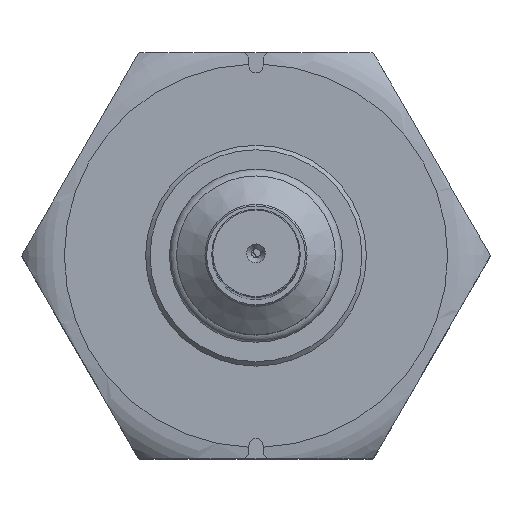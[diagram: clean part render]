
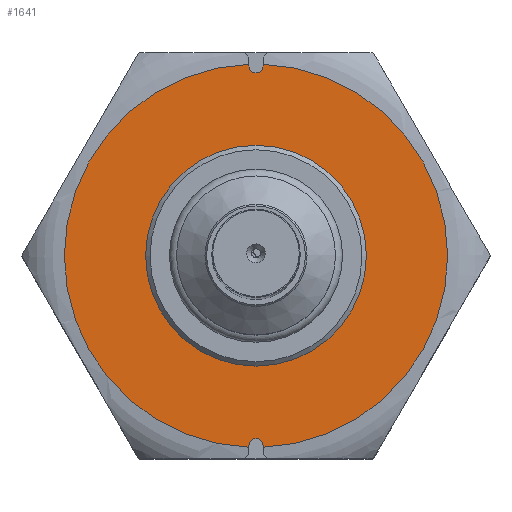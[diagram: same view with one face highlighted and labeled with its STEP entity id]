
A CAD part, top view. The second image highlights one B-rep face of the part: STEP entity #1641.
In plain terms, the highlighted planar face has unit normal (0, 0, 1).
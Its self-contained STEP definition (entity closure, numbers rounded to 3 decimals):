
#4 = DIRECTION ( 'NONE',  ( 1., 0., 0. ) ) ;
#23 = ORIENTED_EDGE ( 'NONE', *, *, #3685, .F. ) ;
#32 = CIRCLE ( 'NONE', #3994, 0.8 ) ;
#133 = EDGE_CURVE ( 'NONE', #3531, #4805, #4019, .T. ) ;
#153 = CARTESIAN_POINT ( 'NONE',  ( 0.8, -21.685, 4.7 ) ) ;
#194 = EDGE_CURVE ( 'NONE', #3168, #4664, #2078, .T. ) ;
#274 = DIRECTION ( 'NONE',  ( 1., 0., 0. ) ) ;
#342 = DIRECTION ( 'NONE',  ( 0., 0., 1. ) ) ;
#378 = ORIENTED_EDGE ( 'NONE', *, *, #3315, .F. ) ;
#458 = AXIS2_PLACEMENT_3D ( 'NONE', #1012, #2429, #3243 ) ;
#534 = CIRCLE ( 'NONE', #1025, 21.7 ) ;
#568 = VERTEX_POINT ( 'NONE', #2812 ) ;
#731 = LINE ( 'NONE', #2969, #3510 ) ;
#820 = VERTEX_POINT ( 'NONE', #4474 ) ;
#977 = DIRECTION ( 'NONE',  ( -1., 0., 0. ) ) ;
#1012 = CARTESIAN_POINT ( 'NONE',  ( 0., 0., 4.7 ) ) ;
#1025 = AXIS2_PLACEMENT_3D ( 'NONE', #3208, #2865, #977 ) ;
#1032 = DIRECTION ( 'NONE',  ( 0., 0., 1. ) ) ;
#1048 = DIRECTION ( 'NONE',  ( 1., 0., 0. ) ) ;
#1152 = AXIS2_PLACEMENT_3D ( 'NONE', #3196, #2040, #1345 ) ;
#1240 = FACE_BOUND ( 'NONE', #3402, .T. ) ;
#1325 = ORIENTED_EDGE ( 'NONE', *, *, #133, .F. ) ;
#1345 = DIRECTION ( 'NONE',  ( -1., 0., 0. ) ) ;
#1364 = EDGE_CURVE ( 'NONE', #3737, #3878, #3412, .T. ) ;
#1366 = CARTESIAN_POINT ( 'NONE',  ( 12.5, 0., 4.7 ) ) ;
#1419 = EDGE_CURVE ( 'NONE', #820, #3531, #3295, .T. ) ;
#1580 = CARTESIAN_POINT ( 'NONE',  ( -0.8, 26.5, 4.7 ) ) ;
#1641 = ADVANCED_FACE ( 'NONE', ( #2236, #1240 ), #2520, .T. ) ;
#1708 = EDGE_CURVE ( 'NONE', #4805, #3168, #731, .T. ) ;
#1758 = VERTEX_POINT ( 'NONE', #2251 ) ;
#1791 = LINE ( 'NONE', #4153, #3852 ) ;
#2040 = DIRECTION ( 'NONE',  ( 0., 0., -1. ) ) ;
#2078 = CIRCLE ( 'NONE', #3663, 0.8 ) ;
#2126 = CARTESIAN_POINT ( 'NONE',  ( 0.8, -21.5, 4.7 ) ) ;
#2191 = AXIS2_PLACEMENT_3D ( 'NONE', #1366, #1032, #1048 ) ;
#2236 = FACE_OUTER_BOUND ( 'NONE', #3139, .T. ) ;
#2251 = CARTESIAN_POINT ( 'NONE',  ( -0.8, -21.685, 4.7 ) ) ;
#2296 = VECTOR ( 'NONE', #4285, 1000. ) ;
#2334 = DIRECTION ( 'NONE',  ( 0., -1., 0. ) ) ;
#2429 = DIRECTION ( 'NONE',  ( 0., 0., -1. ) ) ;
#2520 = PLANE ( 'NONE',  #2191 ) ;
#2535 = ORIENTED_EDGE ( 'NONE', *, *, #1364, .F. ) ;
#2679 = EDGE_CURVE ( 'NONE', #568, #568, #3355, .T. ) ;
#2812 = CARTESIAN_POINT ( 'NONE',  ( -12.5, 0., 4.7 ) ) ;
#2814 = CARTESIAN_POINT ( 'NONE',  ( 0.8, 26.5, 4.7 ) ) ;
#2865 = DIRECTION ( 'NONE',  ( 0., 0., -1. ) ) ;
#2969 = CARTESIAN_POINT ( 'NONE',  ( 0.8, -26.5, 4.7 ) ) ;
#2987 = DIRECTION ( 'NONE',  ( 0., 1., 0. ) ) ;
#3139 = EDGE_LOOP ( 'NONE', ( #4619, #4031, #4605, #1325, #3364, #378, #2535, #23 ) ) ;
#3168 = VERTEX_POINT ( 'NONE', #2126 ) ;
#3196 = CARTESIAN_POINT ( 'NONE',  ( 0., 0., 4.7 ) ) ;
#3208 = CARTESIAN_POINT ( 'NONE',  ( 0., 0., 4.7 ) ) ;
#3243 = DIRECTION ( 'NONE',  ( -1., 0., 0. ) ) ;
#3295 = LINE ( 'NONE', #2814, #2296 ) ;
#3315 = EDGE_CURVE ( 'NONE', #3878, #820, #32, .T. ) ;
#3355 = CIRCLE ( 'NONE', #458, 12.5 ) ;
#3364 = ORIENTED_EDGE ( 'NONE', *, *, #1419, .F. ) ;
#3367 = CARTESIAN_POINT ( 'NONE',  ( -0.8, -21.5, 4.7 ) ) ;
#3402 = EDGE_LOOP ( 'NONE', ( #3791 ) ) ;
#3412 = LINE ( 'NONE', #1580, #4577 ) ;
#3413 = DIRECTION ( 'NONE',  ( 0., -1., 0. ) ) ;
#3510 = VECTOR ( 'NONE', #2987, 1000. ) ;
#3531 = VERTEX_POINT ( 'NONE', #4214 ) ;
#3663 = AXIS2_PLACEMENT_3D ( 'NONE', #4428, #342, #274 ) ;
#3685 = EDGE_CURVE ( 'NONE', #1758, #3737, #534, .T. ) ;
#3702 = CARTESIAN_POINT ( 'NONE',  ( 0., 21.5, 4.7 ) ) ;
#3733 = DIRECTION ( 'NONE',  ( 0., 0., 1. ) ) ;
#3737 = VERTEX_POINT ( 'NONE', #3966 ) ;
#3791 = ORIENTED_EDGE ( 'NONE', *, *, #2679, .T. ) ;
#3852 = VECTOR ( 'NONE', #3413, 1000. ) ;
#3878 = VERTEX_POINT ( 'NONE', #4443 ) ;
#3966 = CARTESIAN_POINT ( 'NONE',  ( -0.8, 21.685, 4.7 ) ) ;
#3994 = AXIS2_PLACEMENT_3D ( 'NONE', #3702, #3733, #4 ) ;
#4019 = CIRCLE ( 'NONE', #1152, 21.7 ) ;
#4031 = ORIENTED_EDGE ( 'NONE', *, *, #194, .F. ) ;
#4153 = CARTESIAN_POINT ( 'NONE',  ( -0.8, -26.5, 4.7 ) ) ;
#4214 = CARTESIAN_POINT ( 'NONE',  ( 0.8, 21.685, 4.7 ) ) ;
#4285 = DIRECTION ( 'NONE',  ( 0., 1., 0. ) ) ;
#4428 = CARTESIAN_POINT ( 'NONE',  ( 0., -21.5, 4.7 ) ) ;
#4430 = EDGE_CURVE ( 'NONE', #4664, #1758, #1791, .T. ) ;
#4443 = CARTESIAN_POINT ( 'NONE',  ( -0.8, 21.5, 4.7 ) ) ;
#4474 = CARTESIAN_POINT ( 'NONE',  ( 0.8, 21.5, 4.7 ) ) ;
#4577 = VECTOR ( 'NONE', #2334, 1000. ) ;
#4605 = ORIENTED_EDGE ( 'NONE', *, *, #1708, .F. ) ;
#4619 = ORIENTED_EDGE ( 'NONE', *, *, #4430, .F. ) ;
#4664 = VERTEX_POINT ( 'NONE', #3367 ) ;
#4805 = VERTEX_POINT ( 'NONE', #153 ) ;
